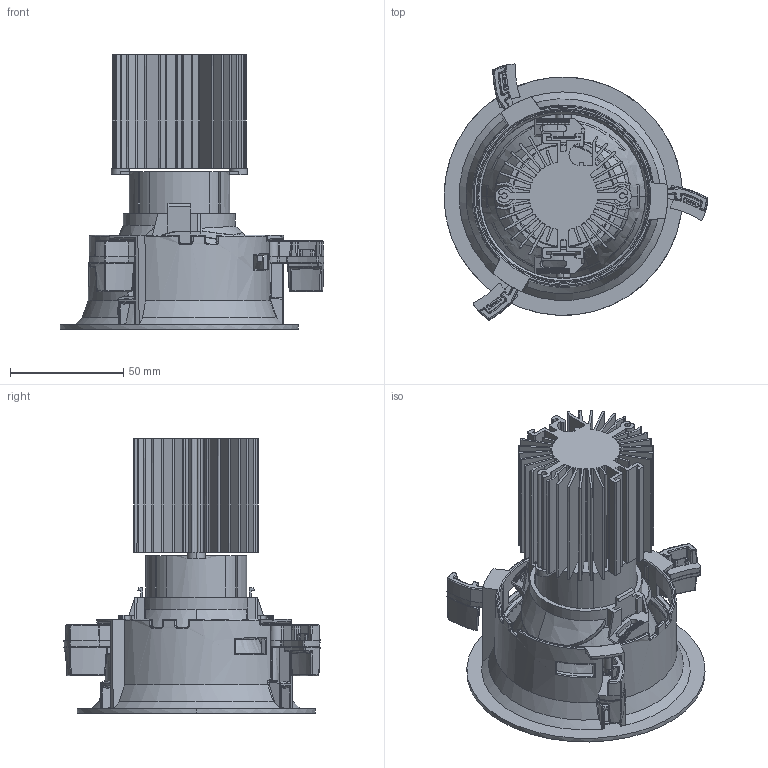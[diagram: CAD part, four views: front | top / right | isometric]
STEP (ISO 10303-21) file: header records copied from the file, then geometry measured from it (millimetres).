
FILE_DESCRIPTION(/* description */ (''),/* implementation_level */ '2;1');
FILE_NAME(/* name */ 'M2558X0_EVERYTHING 105 ROUND ADJ',/* time_stamp */ '2018-03-06T11:27:34+01:00',/* author */ (''),/* organization */ (''),/* preprocessor_version */ 'ST-DEVELOPER v15',/* originating_system */ '',/* authorisation */ '');
FILE_SCHEMA (('CONFIG_CONTROL_DESIGN'));
Products named in the file (1): Document
Bounding box: 116.25 x 112.92 x 121 mm (x, y, z)
Volume: 24985.5 mm3; surface area: 145392.2 mm2
Topology: 5 solids, 12 shells, 2366 faces, 6265 edges, 3891 vertices
Faces by surface type: bspline 1205, plane 1161
Entity records: 100698 total; most frequent: CARTESIAN_POINT 63809, ORIENTED_EDGE 12174, EDGE_CURVE 6167, VERTEX_POINT 3894, B_SPLINE_CURVE_WITH_KNOTS 3471, EDGE_LOOP 2562, ADVANCED_FACE 2366, FACE_OUTER_BOUND 2366
